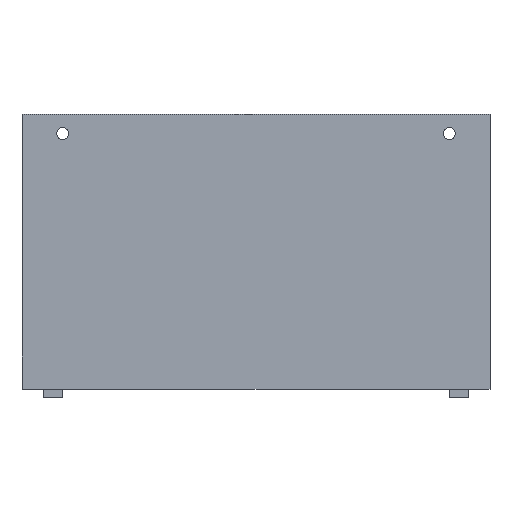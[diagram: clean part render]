
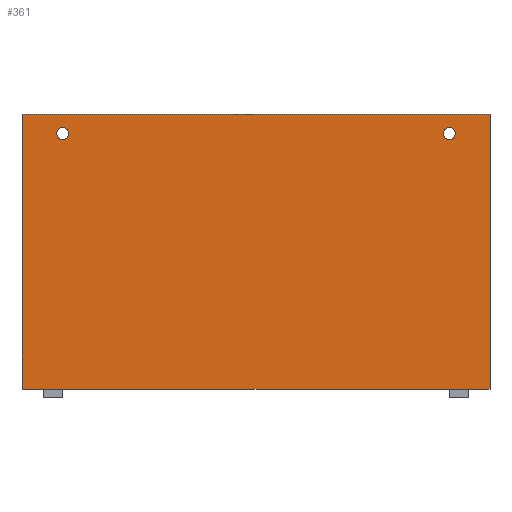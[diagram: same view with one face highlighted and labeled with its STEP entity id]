
A CAD part, top view. The second image highlights one B-rep face of the part: STEP entity #361.
In plain terms, the highlighted planar face has unit normal (0, 0, 1).
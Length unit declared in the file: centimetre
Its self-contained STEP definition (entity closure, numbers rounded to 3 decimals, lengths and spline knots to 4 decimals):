
#15=FACE_BOUND('',#60,.T.);
#16=FACE_BOUND('',#61,.T.);
#20=CIRCLE('',#389,0.14);
#22=CIRCLE('',#392,0.14);
#41=FACE_OUTER_BOUND('',#59,.T.);
#59=EDGE_LOOP('',(#307,#308,#309,#310));
#60=EDGE_LOOP('',(#311));
#61=EDGE_LOOP('',(#312));
#95=LINE('',#563,#139);
#99=LINE('',#571,#143);
#102=LINE('',#577,#146);
#106=LINE('',#583,#150);
#139=VECTOR('',#465,1.);
#143=VECTOR('',#471,1.);
#146=VECTOR('',#476,1.);
#150=VECTOR('',#482,1.);
#174=VERTEX_POINT('',#551);
#176=VERTEX_POINT('',#557);
#177=VERTEX_POINT('',#561);
#178=VERTEX_POINT('',#562);
#181=VERTEX_POINT('',#570);
#183=VERTEX_POINT('',#576);
#215=EDGE_CURVE('',#174,#174,#20,.T.);
#218=EDGE_CURVE('',#176,#176,#22,.T.);
#219=EDGE_CURVE('',#177,#178,#95,.T.);
#223=EDGE_CURVE('',#181,#177,#99,.T.);
#226=EDGE_CURVE('',#183,#181,#102,.T.);
#230=EDGE_CURVE('',#178,#183,#106,.T.);
#307=ORIENTED_EDGE('',*,*,#230,.F.);
#308=ORIENTED_EDGE('',*,*,#219,.F.);
#309=ORIENTED_EDGE('',*,*,#223,.F.);
#310=ORIENTED_EDGE('',*,*,#226,.F.);
#311=ORIENTED_EDGE('',*,*,#218,.T.);
#312=ORIENTED_EDGE('',*,*,#215,.T.);
#343=PLANE('',#397);
#361=ADVANCED_FACE('',(#41,#15,#16),#343,.T.);
#389=AXIS2_PLACEMENT_3D('',#553,#454,#455);
#392=AXIS2_PLACEMENT_3D('',#559,#461,#462);
#397=AXIS2_PLACEMENT_3D('',#586,#485,#486);
#454=DIRECTION('center_axis',(0.,0.,-1.));
#455=DIRECTION('ref_axis',(1.,0.,0.));
#461=DIRECTION('center_axis',(0.,0.,-1.));
#462=DIRECTION('ref_axis',(1.,0.,0.));
#465=DIRECTION('',(0.,-1.,0.));
#471=DIRECTION('',(1.,0.,0.));
#476=DIRECTION('',(0.,1.,0.));
#482=DIRECTION('',(-1.,0.,0.));
#485=DIRECTION('center_axis',(0.,0.,1.));
#486=DIRECTION('ref_axis',(1.,0.,0.));
#551=CARTESIAN_POINT('',(4.36,6.5,6.));
#553=CARTESIAN_POINT('Origin',(4.5,6.5,6.));
#557=CARTESIAN_POINT('',(13.36,6.5,6.));
#559=CARTESIAN_POINT('Origin',(13.5,6.5,6.));
#561=CARTESIAN_POINT('',(14.45,6.95,6.));
#562=CARTESIAN_POINT('',(14.45,0.55,6.));
#563=CARTESIAN_POINT('',(14.45,6.95,6.));
#570=CARTESIAN_POINT('',(3.55,6.95,6.));
#571=CARTESIAN_POINT('',(3.55,6.95,6.));
#576=CARTESIAN_POINT('',(3.55,0.55,6.));
#577=CARTESIAN_POINT('',(3.55,0.55,6.));
#583=CARTESIAN_POINT('',(14.45,0.55,6.));
#586=CARTESIAN_POINT('Origin',(9.,3.75,6.));
